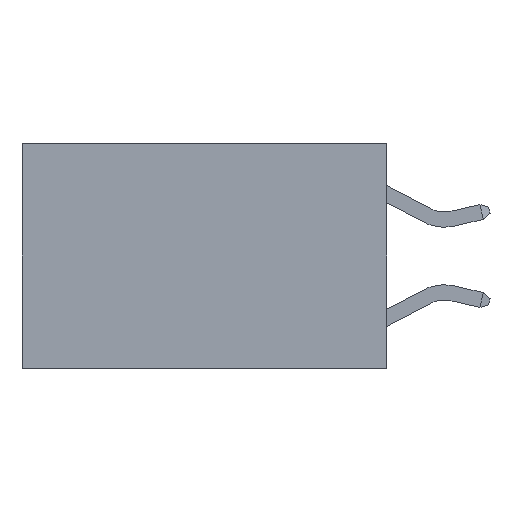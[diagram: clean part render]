
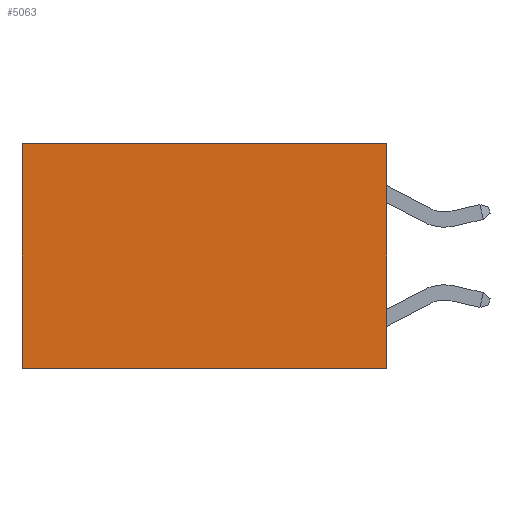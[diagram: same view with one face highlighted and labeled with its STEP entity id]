
A CAD part, left-side view. The second image highlights one B-rep face of the part: STEP entity #5063.
In plain terms, the highlighted planar face has unit normal (-1, 0, 0).
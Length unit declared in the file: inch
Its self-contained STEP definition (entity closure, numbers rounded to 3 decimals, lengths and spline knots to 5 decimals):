
#429 = LINE ( 'NONE', #8344, #4605 ) ;
#1774 = DIRECTION ( 'NONE',  ( 0., 0., -1. ) ) ;
#2279 = DIRECTION ( 'NONE',  ( 0., 0., -1. ) ) ;
#3442 = CARTESIAN_POINT ( 'NONE',  ( 0.2625, 0.6, -0.37 ) ) ;
#4412 = VERTEX_POINT ( 'NONE', #11609 ) ;
#4605 = VECTOR ( 'NONE', #10346, 39.37008 ) ;
#4747 = DIRECTION ( 'NONE',  ( 0., 1., 0. ) ) ;
#4895 = LINE ( 'NONE', #8810, #14114 ) ;
#5063 = ADVANCED_FACE ( 'NONE', ( #7951 ), #15594, .F. ) ;
#6694 = ORIENTED_EDGE ( 'NONE', *, *, #10965, .T. ) ;
#7951 = FACE_OUTER_BOUND ( 'NONE', #20917, .T. ) ;
#8344 = CARTESIAN_POINT ( 'NONE',  ( 0.2625, 0., 0. ) ) ;
#8810 = CARTESIAN_POINT ( 'NONE',  ( 0.2625, 0., 0. ) ) ;
#9324 = VECTOR ( 'NONE', #1774, 39.37008 ) ;
#9452 = EDGE_CURVE ( 'NONE', #4412, #17121, #24018, .T. ) ;
#9469 = ORIENTED_EDGE ( 'NONE', *, *, #20508, .T. ) ;
#10346 = DIRECTION ( 'NONE',  ( 0., 0., -1. ) ) ;
#10965 = EDGE_CURVE ( 'NONE', #12522, #17121, #15062, .T. ) ;
#11609 = CARTESIAN_POINT ( 'NONE',  ( 0.2625, 0., -0.37 ) ) ;
#11920 = ORIENTED_EDGE ( 'NONE', *, *, #14237, .F. ) ;
#12522 = VERTEX_POINT ( 'NONE', #12539 ) ;
#12539 = CARTESIAN_POINT ( 'NONE',  ( 0.2625, 0.6, 0. ) ) ;
#14114 = VECTOR ( 'NONE', #24141, 39.37008 ) ;
#14145 = ORIENTED_EDGE ( 'NONE', *, *, #9452, .F. ) ;
#14237 = EDGE_CURVE ( 'NONE', #23169, #4412, #429, .T. ) ;
#14555 = CARTESIAN_POINT ( 'NONE',  ( 0.2625, 0., -0.37 ) ) ;
#14633 = CARTESIAN_POINT ( 'NONE',  ( 0.2625, 0., 0. ) ) ;
#14901 = VECTOR ( 'NONE', #4747, 39.37008 ) ;
#15062 = LINE ( 'NONE', #22760, #9324 ) ;
#15594 = PLANE ( 'NONE',  #20819 ) ;
#17121 = VERTEX_POINT ( 'NONE', #3442 ) ;
#19489 = DIRECTION ( 'NONE',  ( 1., 0., 0. ) ) ;
#20508 = EDGE_CURVE ( 'NONE', #23169, #12522, #4895, .T. ) ;
#20819 = AXIS2_PLACEMENT_3D ( 'NONE', #23278, #19489, #2279 ) ;
#20917 = EDGE_LOOP ( 'NONE', ( #6694, #14145, #11920, #9469 ) ) ;
#22760 = CARTESIAN_POINT ( 'NONE',  ( 0.2625, 0.6, 0. ) ) ;
#23169 = VERTEX_POINT ( 'NONE', #14633 ) ;
#23278 = CARTESIAN_POINT ( 'NONE',  ( 0.2625, 0., 0. ) ) ;
#24018 = LINE ( 'NONE', #14555, #14901 ) ;
#24141 = DIRECTION ( 'NONE',  ( 0., 1., 0. ) ) ;
